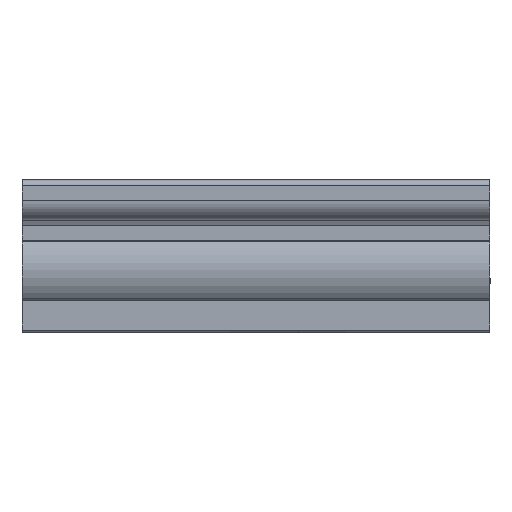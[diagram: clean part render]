
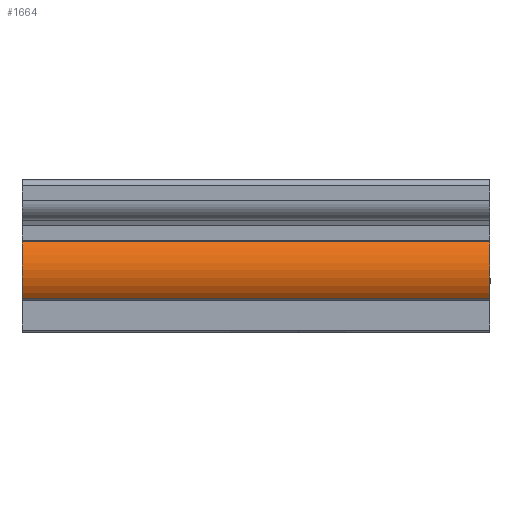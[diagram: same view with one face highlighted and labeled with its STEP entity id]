
A CAD part, left-side view. The second image highlights one B-rep face of the part: STEP entity #1664.
In plain terms, the highlighted cylindrical face has radius 4.84 mm (diameter 9.681 mm), a partial arc.
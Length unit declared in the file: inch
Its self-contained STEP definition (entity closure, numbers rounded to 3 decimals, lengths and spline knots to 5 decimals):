
#81 = DIRECTION ( 'NONE',  ( 0., 0., 1. ) ) ;
#123 = VERTEX_POINT ( 'NONE', #319 ) ;
#136 = DIRECTION ( 'NONE',  ( 0., -1., 0. ) ) ;
#147 = ORIENTED_EDGE ( 'NONE', *, *, #1703, .F. ) ;
#234 = DIRECTION ( 'NONE',  ( 0., -1., 0. ) ) ;
#245 = ORIENTED_EDGE ( 'NONE', *, *, #391, .T. ) ;
#260 = CARTESIAN_POINT ( 'NONE',  ( -0.54575, -0.78253, -1.06026 ) ) ;
#277 = LINE ( 'NONE', #775, #343 ) ;
#282 = DIRECTION ( 'NONE',  ( 0., 0., -1. ) ) ;
#319 = CARTESIAN_POINT ( 'NONE',  ( -0.54575, 1.21747, -1.06026 ) ) ;
#343 = VECTOR ( 'NONE', #136, 39.37008 ) ;
#375 = VECTOR ( 'NONE', #1038, 39.37008 ) ;
#391 = EDGE_CURVE ( 'NONE', #123, #492, #277, .T. ) ;
#404 = CARTESIAN_POINT ( 'NONE',  ( -0.39935, 1.21747, -0.93826 ) ) ;
#416 = VERTEX_POINT ( 'NONE', #1333 ) ;
#428 = DIRECTION ( 'NONE',  ( 0., 1., 0. ) ) ;
#443 = CIRCLE ( 'NONE', #1497, 0.19057 ) ;
#482 = CIRCLE ( 'NONE', #1486, 0.19057 ) ;
#492 = VERTEX_POINT ( 'NONE', #260 ) ;
#657 = EDGE_LOOP ( 'NONE', ( #245, #147, #962, #1667 ) ) ;
#726 = LINE ( 'NONE', #1398, #375 ) ;
#775 = CARTESIAN_POINT ( 'NONE',  ( -0.54575, 0.62697, -1.06026 ) ) ;
#832 = CYLINDRICAL_SURFACE ( 'NONE', #995, 0.19057 ) ;
#962 = ORIENTED_EDGE ( 'NONE', *, *, #1469, .T. ) ;
#995 = AXIS2_PLACEMENT_3D ( 'NONE', #1431, #1048, #1315 ) ;
#1038 = DIRECTION ( 'NONE',  ( 0., 1., 0. ) ) ;
#1048 = DIRECTION ( 'NONE',  ( 0., 1., 0. ) ) ;
#1315 = DIRECTION ( 'NONE',  ( 1., 0., 0. ) ) ;
#1333 = CARTESIAN_POINT ( 'NONE',  ( -0.54575, 1.21747, -0.81626 ) ) ;
#1398 = CARTESIAN_POINT ( 'NONE',  ( -0.54575, 0.62697, -0.81626 ) ) ;
#1431 = CARTESIAN_POINT ( 'NONE',  ( -0.39935, -0.08163, -0.93826 ) ) ;
#1469 = EDGE_CURVE ( 'NONE', #1746, #416, #726, .T. ) ;
#1486 = AXIS2_PLACEMENT_3D ( 'NONE', #404, #428, #282 ) ;
#1497 = AXIS2_PLACEMENT_3D ( 'NONE', #1567, #234, #81 ) ;
#1567 = CARTESIAN_POINT ( 'NONE',  ( -0.39935, -0.78253, -0.93826 ) ) ;
#1580 = CARTESIAN_POINT ( 'NONE',  ( -0.54575, -0.78253, -0.81626 ) ) ;
#1624 = FACE_OUTER_BOUND ( 'NONE', #657, .T. ) ;
#1664 = ADVANCED_FACE ( 'NONE', ( #1624 ), #832, .T. ) ;
#1667 = ORIENTED_EDGE ( 'NONE', *, *, #1749, .F. ) ;
#1703 = EDGE_CURVE ( 'NONE', #1746, #492, #443, .T. ) ;
#1746 = VERTEX_POINT ( 'NONE', #1580 ) ;
#1749 = EDGE_CURVE ( 'NONE', #123, #416, #482, .T. ) ;
